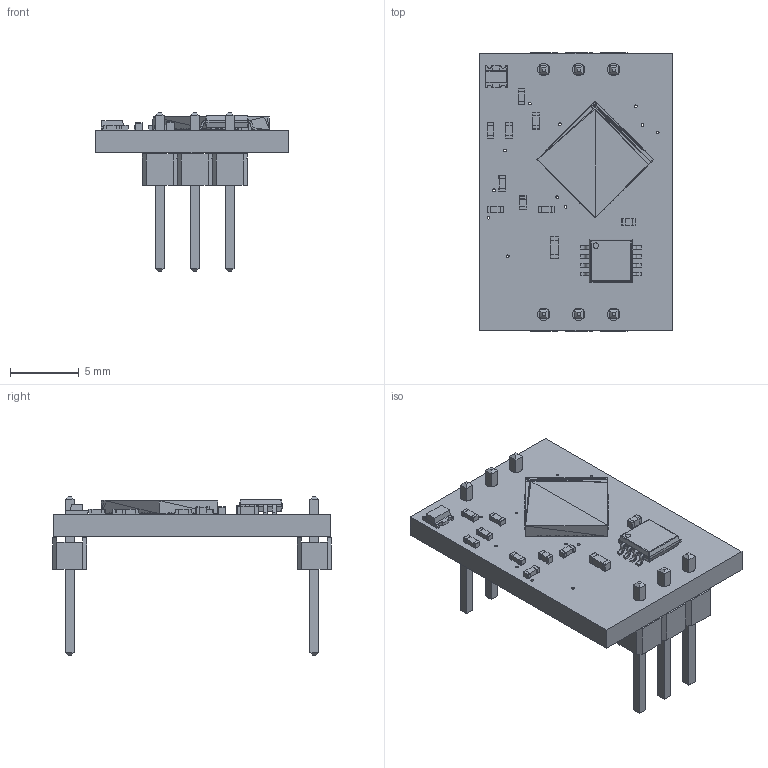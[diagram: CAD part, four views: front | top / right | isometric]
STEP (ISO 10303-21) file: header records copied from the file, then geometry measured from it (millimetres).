
FILE_DESCRIPTION(('for SolidWorks'),'2;1');
FILE_NAME('RTD.step', '2019-10-03T10:44:18',('Efrem-PC'),(''), 'Open CASCADE STEP processor 6.6','DipTrace','Unknown');
FILE_SCHEMA(('AUTOMOTIVE_DESIGN { 1 0 10303 214 1 1 1 1 }'));
Length unit declared in the file: millimetre
Products named in the file (9): PCB_RTD; Board_RTD; User_Library-Header_Male_3Pin; cap_0402; res_0402; res_0603; RGB-LED2; msop-8; qfn-28_6x6x0.65
Assembly tree (16 placements, depth 2):
  PCB_RTD
    Board_RTD
    User_Library-Header_Male_3Pin  x2
    cap_0402  x2
    res_0402  x7
    res_0603
    RGB-LED2
    msop-8
    qfn-28_6x6x0.65
Bounding box: 13.97 x 20.27 x 11.54 mm (x, y, z)
Volume: 452.3 mm3; surface area: 1292.3 mm2
Topology: 11 solids, 63 shells, 2829 faces, 4971 edges, 2271 vertices
Faces by surface type: plane 2688, bspline 88, cylinder 41, sphere 8, revolution 4
Full cylindrical faces by diameter (mm): 0.2 x12, 0.4 x1, 0.9 x6
Entity records: 70459 total; most frequent: CARTESIAN_POINT 9791, DIRECTION 8785, ORIENTED_EDGE 8098, EDGE_CURVE 4049, LINE 3851, VECTOR 3851, FACE_BOUND 2512, EDGE_LOOP 2512
